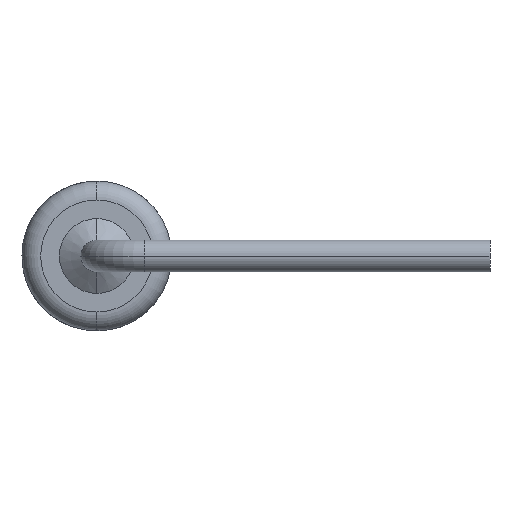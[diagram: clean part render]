
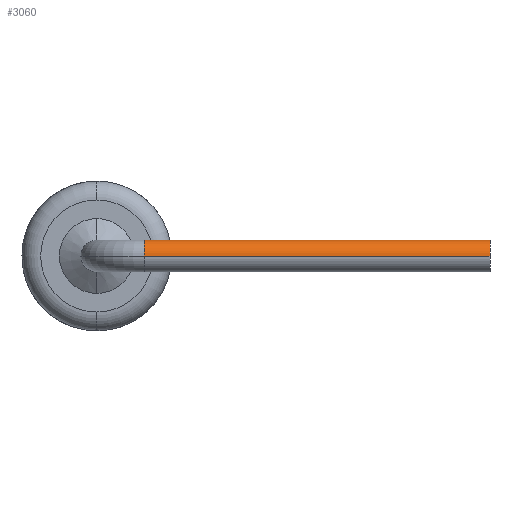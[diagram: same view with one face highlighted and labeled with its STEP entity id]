
A CAD part, left-side view. The second image highlights one B-rep face of the part: STEP entity #3060.
In plain terms, the highlighted cylindrical face has radius 0.229 mm (diameter 0.458 mm), a partial arc.
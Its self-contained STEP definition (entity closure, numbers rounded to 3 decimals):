
#114 = EDGE_CURVE ( 'NONE', #2139, #3163, #3025, .T. ) ;
#182 = VERTEX_POINT ( 'NONE', #3277 ) ;
#339 = CARTESIAN_POINT ( 'NONE',  ( 0., -3.6, 0. ) ) ;
#373 = VECTOR ( 'NONE', #2134, 1000. ) ;
#406 = DIRECTION ( 'NONE',  ( 0., -1., 0. ) ) ;
#507 = VECTOR ( 'NONE', #406, 1000. ) ;
#530 = FACE_OUTER_BOUND ( 'NONE', #3480, .T. ) ;
#742 = EDGE_CURVE ( 'NONE', #182, #3163, #2011, .T. ) ;
#790 = ORIENTED_EDGE ( 'NONE', *, *, #114, .F. ) ;
#798 = AXIS2_PLACEMENT_3D ( 'NONE', #3366, #1519, #1501 ) ;
#833 = CARTESIAN_POINT ( 'NONE',  ( 0.229, 1.393, 0. ) ) ;
#1501 = DIRECTION ( 'NONE',  ( 0., 0., -1. ) ) ;
#1519 = DIRECTION ( 'NONE',  ( 0., 1., 0. ) ) ;
#1604 = DIRECTION ( 'NONE',  ( 1., 0., 0. ) ) ;
#1948 = CYLINDRICAL_SURFACE ( 'NONE', #2994, 0.229 ) ;
#2011 = CIRCLE ( 'NONE', #2453, 0.229 ) ;
#2089 = CARTESIAN_POINT ( 'NONE',  ( -0.229, 1.393, 0. ) ) ;
#2134 = DIRECTION ( 'NONE',  ( 0., -1., 0. ) ) ;
#2139 = VERTEX_POINT ( 'NONE', #2686 ) ;
#2219 = LINE ( 'NONE', #4344, #507 ) ;
#2411 = CIRCLE ( 'NONE', #798, 0.229 ) ;
#2453 = AXIS2_PLACEMENT_3D ( 'NONE', #339, #3148, #4584 ) ;
#2686 = CARTESIAN_POINT ( 'NONE',  ( 0.229, 1.393, 0. ) ) ;
#2809 = EDGE_CURVE ( 'NONE', #2870, #2139, #2411, .T. ) ;
#2870 = VERTEX_POINT ( 'NONE', #2089 ) ;
#2994 = AXIS2_PLACEMENT_3D ( 'NONE', #3354, #3309, #1604 ) ;
#3025 = LINE ( 'NONE', #833, #373 ) ;
#3060 = ADVANCED_FACE ( 'NONE', ( #530 ), #1948, .T. ) ;
#3148 = DIRECTION ( 'NONE',  ( 0., 1., 0. ) ) ;
#3163 = VERTEX_POINT ( 'NONE', #4553 ) ;
#3273 = ORIENTED_EDGE ( 'NONE', *, *, #2809, .F. ) ;
#3277 = CARTESIAN_POINT ( 'NONE',  ( -0.229, -3.6, 0. ) ) ;
#3289 = EDGE_CURVE ( 'NONE', #2870, #182, #2219, .T. ) ;
#3309 = DIRECTION ( 'NONE',  ( 0., -1., 0. ) ) ;
#3316 = ORIENTED_EDGE ( 'NONE', *, *, #3289, .T. ) ;
#3354 = CARTESIAN_POINT ( 'NONE',  ( 0., 1.393, 0. ) ) ;
#3366 = CARTESIAN_POINT ( 'NONE',  ( 0., 1.393, 0. ) ) ;
#3480 = EDGE_LOOP ( 'NONE', ( #3273, #3316, #3511, #790 ) ) ;
#3511 = ORIENTED_EDGE ( 'NONE', *, *, #742, .T. ) ;
#4344 = CARTESIAN_POINT ( 'NONE',  ( -0.229, 1.393, 0. ) ) ;
#4553 = CARTESIAN_POINT ( 'NONE',  ( 0.229, -3.6, 0. ) ) ;
#4584 = DIRECTION ( 'NONE',  ( 0., 0., -1. ) ) ;
